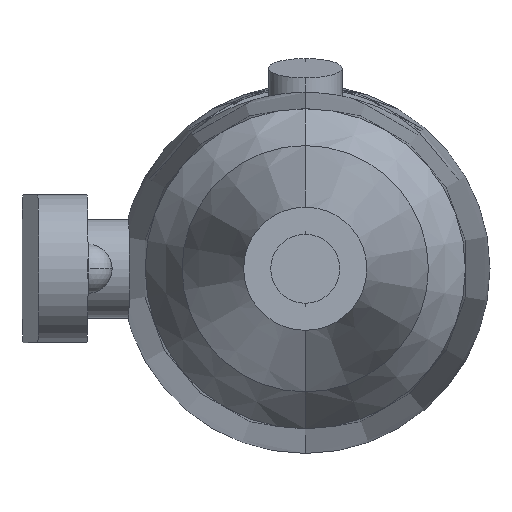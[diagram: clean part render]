
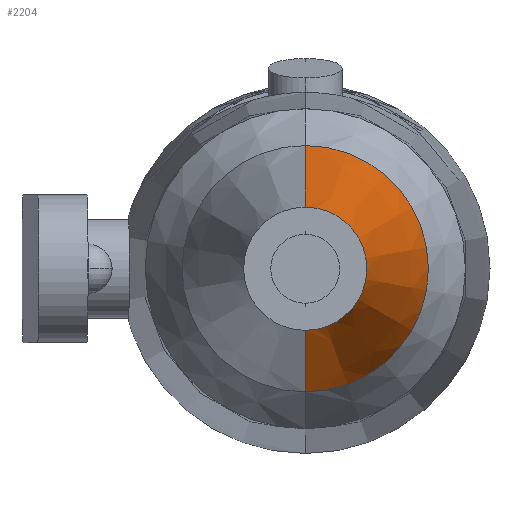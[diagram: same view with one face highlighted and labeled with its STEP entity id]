
A CAD part, front view. The second image highlights one B-rep face of the part: STEP entity #2204.
In plain terms, the highlighted conical face has half-angle 15 degrees and reference radius 2.5 mm.
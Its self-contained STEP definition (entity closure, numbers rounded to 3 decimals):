
#6 = DIRECTION ( 'NONE',  ( 0., 0.966, 0.259 ) ) ;
#28 = LINE ( 'NONE', #1916, #2824 ) ;
#80 = FACE_OUTER_BOUND ( 'NONE', #470, .T. ) ;
#117 = EDGE_CURVE ( 'NONE', #2147, #2550, #1895, .T. ) ;
#185 = ORIENTED_EDGE ( 'NONE', *, *, #1351, .T. ) ;
#188 = EDGE_CURVE ( 'NONE', #738, #2550, #2895, .T. ) ;
#365 = ORIENTED_EDGE ( 'NONE', *, *, #117, .F. ) ;
#396 = ORIENTED_EDGE ( 'NONE', *, *, #1928, .F. ) ;
#470 = EDGE_LOOP ( 'NONE', ( #396, #185, #488, #365 ) ) ;
#488 = ORIENTED_EDGE ( 'NONE', *, *, #188, .T. ) ;
#558 = CARTESIAN_POINT ( 'NONE',  ( 0., 0., 2.5 ) ) ;
#738 = VERTEX_POINT ( 'NONE', #2713 ) ;
#753 = CARTESIAN_POINT ( 'NONE',  ( 0., 0., 2.5 ) ) ;
#930 = DIRECTION ( 'NONE',  ( 0., 0., -1. ) ) ;
#973 = DIRECTION ( 'NONE',  ( 0., 1., 0. ) ) ;
#1320 = CIRCLE ( 'NONE', #2010, 2.5 ) ;
#1351 = EDGE_CURVE ( 'NONE', #1791, #738, #28, .T. ) ;
#1466 = CARTESIAN_POINT ( 'NONE',  ( 0., 9.33, 0. ) ) ;
#1510 = CONICAL_SURFACE ( 'NONE', #2707, 2.5, 0.262 ) ;
#1584 = CARTESIAN_POINT ( 'NONE',  ( 0., 0., 0. ) ) ;
#1787 = AXIS2_PLACEMENT_3D ( 'NONE', #1466, #2869, #2636 ) ;
#1791 = VERTEX_POINT ( 'NONE', #2483 ) ;
#1895 = LINE ( 'NONE', #753, #2039 ) ;
#1916 = CARTESIAN_POINT ( 'NONE',  ( 0., 0., -2.5 ) ) ;
#1928 = EDGE_CURVE ( 'NONE', #1791, #2147, #1320, .T. ) ;
#1938 = CARTESIAN_POINT ( 'NONE',  ( 0., 0., 0. ) ) ;
#2010 = AXIS2_PLACEMENT_3D ( 'NONE', #1584, #2813, #930 ) ;
#2039 = VECTOR ( 'NONE', #6, 1000. ) ;
#2147 = VERTEX_POINT ( 'NONE', #558 ) ;
#2151 = DIRECTION ( 'NONE',  ( 0., 0.966, -0.259 ) ) ;
#2190 = DIRECTION ( 'NONE',  ( 0., 0., 1. ) ) ;
#2204 = ADVANCED_FACE ( 'NONE', ( #80 ), #1510, .T. ) ;
#2478 = CARTESIAN_POINT ( 'NONE',  ( 0., 9.33, 5. ) ) ;
#2483 = CARTESIAN_POINT ( 'NONE',  ( 0., 0., -2.5 ) ) ;
#2550 = VERTEX_POINT ( 'NONE', #2478 ) ;
#2636 = DIRECTION ( 'NONE',  ( 0., 0., -1. ) ) ;
#2707 = AXIS2_PLACEMENT_3D ( 'NONE', #1938, #973, #2190 ) ;
#2713 = CARTESIAN_POINT ( 'NONE',  ( 0., 9.33, -5. ) ) ;
#2813 = DIRECTION ( 'NONE',  ( 0., -1., 0. ) ) ;
#2824 = VECTOR ( 'NONE', #2151, 1000. ) ;
#2869 = DIRECTION ( 'NONE',  ( 0., -1., 0. ) ) ;
#2895 = CIRCLE ( 'NONE', #1787, 5. ) ;
